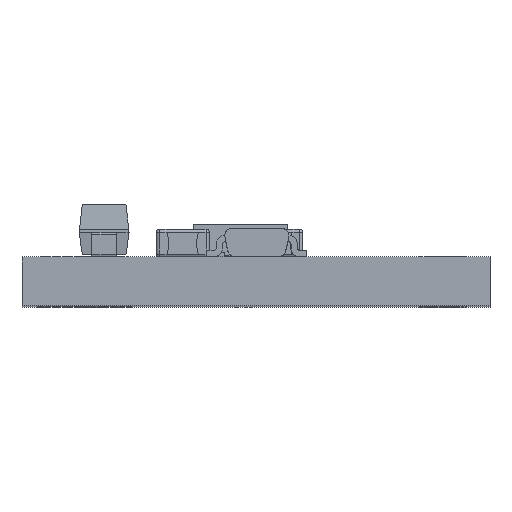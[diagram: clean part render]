
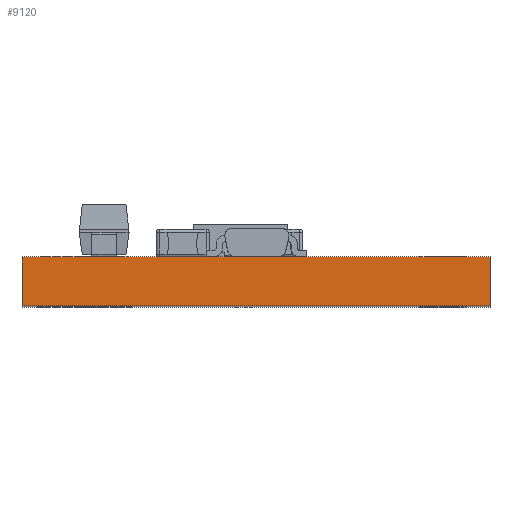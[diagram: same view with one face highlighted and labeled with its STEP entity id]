
A CAD part, top view. The second image highlights one B-rep face of the part: STEP entity #9120.
In plain terms, the highlighted planar face has unit normal (0, 0, 1).
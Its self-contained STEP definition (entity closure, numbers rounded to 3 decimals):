
#846 = LINE ( 'NONE', #9223, #854 ) ;
#854 = VECTOR ( 'NONE', #11878, 1000. ) ;
#1452 = ORIENTED_EDGE ( 'NONE', *, *, #16535, .F. ) ;
#1677 = LINE ( 'NONE', #9888, #16567 ) ;
#2535 = EDGE_CURVE ( 'NONE', #15631, #10480, #846, .T. ) ;
#2932 = CARTESIAN_POINT ( 'NONE',  ( -7.5, 1.57, 12.5 ) ) ;
#3048 = CARTESIAN_POINT ( 'NONE',  ( 7.5, 0., 12.5 ) ) ;
#3050 = DIRECTION ( 'NONE',  ( 0., 1., 0. ) ) ;
#3363 = ORIENTED_EDGE ( 'NONE', *, *, #7170, .F. ) ;
#4639 = CARTESIAN_POINT ( 'NONE',  ( -7.5, 0., 12.5 ) ) ;
#5124 = EDGE_LOOP ( 'NONE', ( #1452, #7598, #15071, #3363 ) ) ;
#6628 = VECTOR ( 'NONE', #16839, 1000. ) ;
#7170 = EDGE_CURVE ( 'NONE', #14854, #11923, #15504, .T. ) ;
#7322 = CARTESIAN_POINT ( 'NONE',  ( -7.5, 0., 12.5 ) ) ;
#7395 = FACE_OUTER_BOUND ( 'NONE', #5124, .T. ) ;
#7598 = ORIENTED_EDGE ( 'NONE', *, *, #2535, .T. ) ;
#8575 = AXIS2_PLACEMENT_3D ( 'NONE', #4639, #10057, #15491 ) ;
#9120 = ADVANCED_FACE ( 'NONE', ( #7395 ), #16825, .T. ) ;
#9223 = CARTESIAN_POINT ( 'NONE',  ( 7.5, 0., 12.5 ) ) ;
#9888 = CARTESIAN_POINT ( 'NONE',  ( 7.5, 1.57, 12.5 ) ) ;
#10057 = DIRECTION ( 'NONE',  ( 0., 0., 1. ) ) ;
#10480 = VERTEX_POINT ( 'NONE', #17439 ) ;
#11878 = DIRECTION ( 'NONE',  ( 0., 1., 0. ) ) ;
#11923 = VERTEX_POINT ( 'NONE', #2932 ) ;
#12641 = DIRECTION ( 'NONE',  ( 1., 0., 0. ) ) ;
#13607 = CARTESIAN_POINT ( 'NONE',  ( 7.5, 0., 12.5 ) ) ;
#14180 = EDGE_CURVE ( 'NONE', #11923, #10480, #1677, .T. ) ;
#14720 = CARTESIAN_POINT ( 'NONE',  ( -7.5, 0., 12.5 ) ) ;
#14854 = VERTEX_POINT ( 'NONE', #14720 ) ;
#15059 = LINE ( 'NONE', #3048, #6628 ) ;
#15071 = ORIENTED_EDGE ( 'NONE', *, *, #14180, .F. ) ;
#15491 = DIRECTION ( 'NONE',  ( 1., 0., 0. ) ) ;
#15504 = LINE ( 'NONE', #7322, #17343 ) ;
#15631 = VERTEX_POINT ( 'NONE', #13607 ) ;
#16535 = EDGE_CURVE ( 'NONE', #15631, #14854, #15059, .T. ) ;
#16567 = VECTOR ( 'NONE', #12641, 1000. ) ;
#16825 = PLANE ( 'NONE',  #8575 ) ;
#16839 = DIRECTION ( 'NONE',  ( -1., 0., 0. ) ) ;
#17343 = VECTOR ( 'NONE', #3050, 1000. ) ;
#17439 = CARTESIAN_POINT ( 'NONE',  ( 7.5, 1.57, 12.5 ) ) ;
